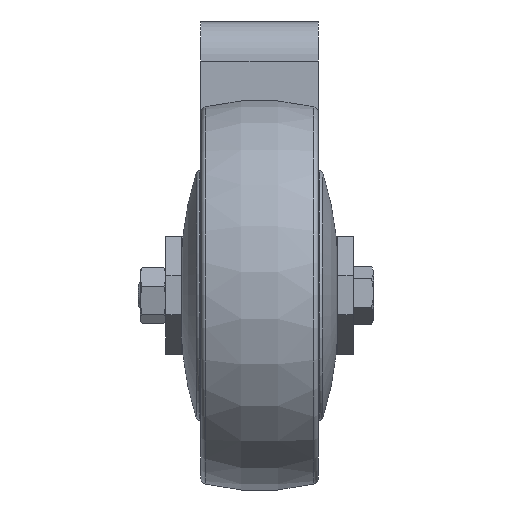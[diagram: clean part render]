
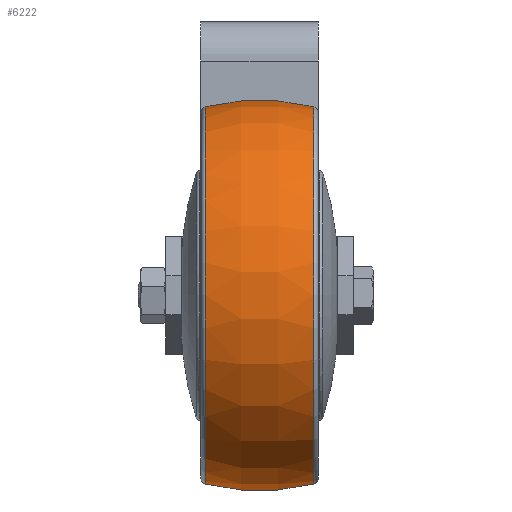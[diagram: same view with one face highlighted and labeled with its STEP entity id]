
A CAD part, front view. The second image highlights one B-rep face of the part: STEP entity #6222.
In plain terms, the highlighted toroidal (fillet/blend) face has major radius 7.25 mm and minor radius 57.25 mm.
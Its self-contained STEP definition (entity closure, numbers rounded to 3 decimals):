
#719 = CARTESIAN_POINT ( 'NONE',  ( 13.863, 0., 0. ) ) ;
#1507 = ORIENTED_EDGE ( 'NONE', *, *, #15271, .F. ) ;
#1733 = CARTESIAN_POINT ( 'NONE',  ( 0., 0., 7.25 ) ) ;
#1977 = VERTEX_POINT ( 'NONE', #22416 ) ;
#2673 = EDGE_CURVE ( 'NONE', #3641, #1977, #14369, .T. ) ;
#3285 = CARTESIAN_POINT ( 'NONE',  ( -13.863, 0., 48.296 ) ) ;
#3439 = DIRECTION ( 'NONE',  ( 0., 0., 1. ) ) ;
#3641 = VERTEX_POINT ( 'NONE', #3285 ) ;
#4618 = CARTESIAN_POINT ( 'NONE',  ( 13.863, 0., -48.296 ) ) ;
#4842 = DIRECTION ( 'NONE',  ( 0., 0., -1. ) ) ;
#4862 = DIRECTION ( 'NONE',  ( 0., 0., -1. ) ) ;
#4930 = VERTEX_POINT ( 'NONE', #4618 ) ;
#5081 = AXIS2_PLACEMENT_3D ( 'NONE', #21947, #10378, #4862 ) ;
#5103 = EDGE_CURVE ( 'NONE', #5286, #3641, #23364, .T. ) ;
#5286 = VERTEX_POINT ( 'NONE', #17748 ) ;
#5707 = AXIS2_PLACEMENT_3D ( 'NONE', #719, #23767, #16072 ) ;
#6222 = ADVANCED_FACE ( 'NONE', ( #8890 ), #17640, .T. ) ;
#6792 = CARTESIAN_POINT ( 'NONE',  ( 0., 0., -7.25 ) ) ;
#7623 = AXIS2_PLACEMENT_3D ( 'NONE', #1733, #17243, #3439 ) ;
#8890 = FACE_OUTER_BOUND ( 'NONE', #12481, .T. ) ;
#10378 = DIRECTION ( 'NONE',  ( 1., 0., 0. ) ) ;
#12481 = EDGE_LOOP ( 'NONE', ( #1507, #21115, #22439, #19568 ) ) ;
#13171 = AXIS2_PLACEMENT_3D ( 'NONE', #19613, #21476, #17726 ) ;
#14369 = CIRCLE ( 'NONE', #5081, 48.296 ) ;
#15271 = EDGE_CURVE ( 'NONE', #4930, #1977, #22115, .T. ) ;
#16072 = DIRECTION ( 'NONE',  ( 0., 0., -1. ) ) ;
#17243 = DIRECTION ( 'NONE',  ( 0., 1., 0. ) ) ;
#17342 = EDGE_CURVE ( 'NONE', #5286, #4930, #19941, .T. ) ;
#17640 = TOROIDAL_SURFACE ( 'NONE', #13171, -7.25, 57.25 ) ;
#17726 = DIRECTION ( 'NONE',  ( 0., 0., 1. ) ) ;
#17748 = CARTESIAN_POINT ( 'NONE',  ( 13.863, 0., 48.296 ) ) ;
#18195 = DIRECTION ( 'NONE',  ( 0., -1., 0. ) ) ;
#19568 = ORIENTED_EDGE ( 'NONE', *, *, #2673, .T. ) ;
#19613 = CARTESIAN_POINT ( 'NONE',  ( 0., 0., 0. ) ) ;
#19941 = CIRCLE ( 'NONE', #5707, 48.296 ) ;
#20605 = AXIS2_PLACEMENT_3D ( 'NONE', #6792, #18195, #4842 ) ;
#21115 = ORIENTED_EDGE ( 'NONE', *, *, #17342, .F. ) ;
#21476 = DIRECTION ( 'NONE',  ( -1., 0., 0. ) ) ;
#21947 = CARTESIAN_POINT ( 'NONE',  ( -13.863, 0., 0. ) ) ;
#22115 = CIRCLE ( 'NONE', #7623, 57.25 ) ;
#22416 = CARTESIAN_POINT ( 'NONE',  ( -13.863, 0., -48.296 ) ) ;
#22439 = ORIENTED_EDGE ( 'NONE', *, *, #5103, .T. ) ;
#23364 = CIRCLE ( 'NONE', #20605, 57.25 ) ;
#23767 = DIRECTION ( 'NONE',  ( 1., 0., 0. ) ) ;
